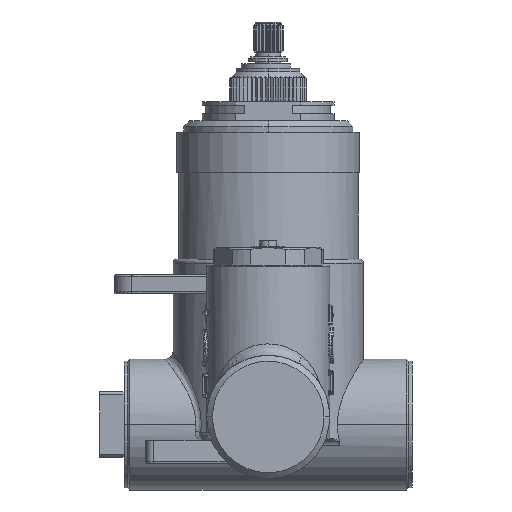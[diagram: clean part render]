
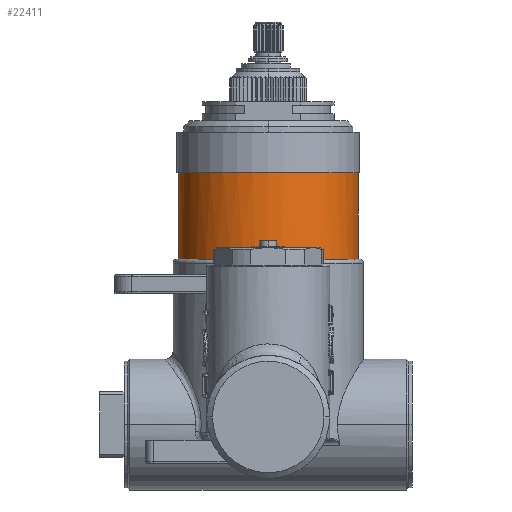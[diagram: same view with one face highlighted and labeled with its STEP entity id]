
A CAD part, left-side view. The second image highlights one B-rep face of the part: STEP entity #22411.
In plain terms, the highlighted cylindrical face has radius 23.35 mm (diameter 46.7 mm), a partial arc.
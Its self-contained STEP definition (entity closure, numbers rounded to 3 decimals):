
#2099=DIRECTION('',(0.,-1.,0.));
#2100=VECTOR('',#2099,22.5);
#2101=CARTESIAN_POINT('',(0.,69.5,-23.35));
#2102=LINE('',#2101,#2100);
#2126=DIRECTION('',(0.,1.,0.));
#2127=VECTOR('',#2126,22.5);
#2128=CARTESIAN_POINT('',(0.,47.,23.35));
#2129=LINE('',#2128,#2127);
#2140=CARTESIAN_POINT('',(0.,69.5,0.));
#2141=DIRECTION('',(0.,-1.,0.));
#2142=DIRECTION('',(0.,0.,1.));
#2143=AXIS2_PLACEMENT_3D('',#2140,#2141,#2142);
#2168=CARTESIAN_POINT('',(0.,47.,0.));
#2169=DIRECTION('',(0.,-1.,0.));
#2170=DIRECTION('',(0.,0.,1.));
#2171=AXIS2_PLACEMENT_3D('',#2168,#2169,#2170);
#2173=DIRECTION('',(0.,1.,0.));
#2174=VECTOR('',#2173,3.);
#2175=CARTESIAN_POINT('',(-21.1,47.,10.));
#2176=LINE('',#2175,#2174);
#2177=CARTESIAN_POINT('',(0.,50.,0.));
#2178=DIRECTION('',(0.,-1.,0.));
#2179=DIRECTION('',(-0.904,0.,0.428));
#2180=AXIS2_PLACEMENT_3D('',#2177,#2178,#2179);
#2182=DIRECTION('',(0.,-1.,0.));
#2183=VECTOR('',#2182,3.);
#2184=CARTESIAN_POINT('',(-21.1,50.,
-10.));
#2185=LINE('',#2184,#2183);
#2186=CARTESIAN_POINT('',(0.,47.,0.));
#2187=DIRECTION('',(0.,-1.,0.));
#2188=DIRECTION('',(-0.904,0.,-0.428));
#2189=AXIS2_PLACEMENT_3D('',#2186,#2187,#2188);
#17908=CARTESIAN_POINT('',(0.,69.5,-23.35));
#17909=CARTESIAN_POINT('',(0.,47.,-23.35));
#17910=VERTEX_POINT('',#17908);
#17911=VERTEX_POINT('',#17909);
#17916=CARTESIAN_POINT('',(0.,47.,23.35));
#17917=CARTESIAN_POINT('',(0.,69.5,23.35));
#17918=VERTEX_POINT('',#17916);
#17919=VERTEX_POINT('',#17917);
#17920=CARTESIAN_POINT('',(-21.1,47.,
10.));
#17921=CARTESIAN_POINT('',(-21.1,50.,
10.));
#17922=VERTEX_POINT('',#17920);
#17923=VERTEX_POINT('',#17921);
#18985=CARTESIAN_POINT('',(-21.1,50.,-10.));
#18986=VERTEX_POINT('',#18985);
#19023=CARTESIAN_POINT('',(-21.1,47.,-10.));
#19024=VERTEX_POINT('',#19023);
#22392=CARTESIAN_POINT('',(0.,69.95,0.));
#22393=DIRECTION('',(0.,-1.,0.));
#22394=DIRECTION('',(0.,0.,-1.));
#22395=AXIS2_PLACEMENT_3D('',#22392,#22393,#22394);
#22396=CYLINDRICAL_SURFACE('',#22395,23.35);
#22397=ORIENTED_EDGE('',*,*,#22297,.F.);
#22399=ORIENTED_EDGE('',*,*,#22398,.T.);
#22401=ORIENTED_EDGE('',*,*,#22400,.T.);
#22403=ORIENTED_EDGE('',*,*,#22402,.T.);
#22405=ORIENTED_EDGE('',*,*,#22404,.T.);
#22406=ORIENTED_EDGE('',*,*,#22263,.T.);
#22407=ORIENTED_EDGE('',*,*,#22289,.F.);
#22408=ORIENTED_EDGE('',*,*,#22321,.F.);
#22409=EDGE_LOOP('',(#22397,#22399,#22401,#22403,#22405,#22406,#22407,#22408));
#22410=FACE_OUTER_BOUND('',#22409,.F.);
#2144=CIRCLE('',#2143,23.35);
#2172=CIRCLE('',#2171,23.35);
#2181=CIRCLE('',#2180,23.35);
#2190=CIRCLE('',#2189,23.35);
#22263=EDGE_CURVE('',#19024,#17911,#2190,.T.);
#22289=EDGE_CURVE('',#17910,#17911,#2102,.T.);
#22297=EDGE_CURVE('',#17918,#17919,#2129,.T.);
#22321=EDGE_CURVE('',#17919,#17910,#2144,.T.);
#22398=EDGE_CURVE('',#17918,#17922,#2172,.T.);
#22400=EDGE_CURVE('',#17922,#17923,#2176,.T.);
#22402=EDGE_CURVE('',#17923,#18986,#2181,.T.);
#22404=EDGE_CURVE('',#18986,#19024,#2185,.T.);
#22411=ADVANCED_FACE('',(#22410),#22396,.T.);
